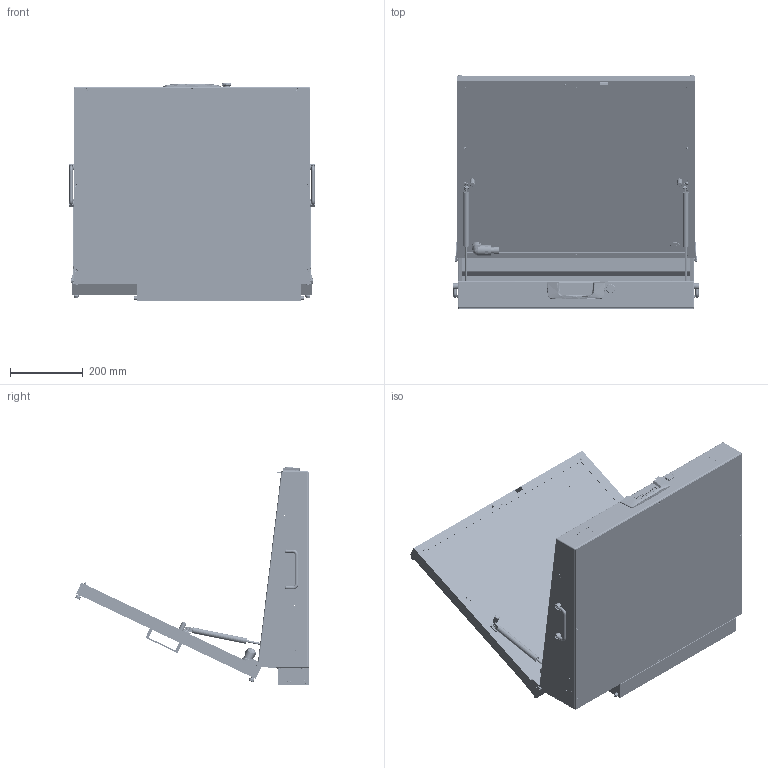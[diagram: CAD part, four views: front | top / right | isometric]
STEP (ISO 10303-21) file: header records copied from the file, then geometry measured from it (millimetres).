
FILE_DESCRIPTION (( 'STEP AP214' ), '1' );
FILE_NAME ('INGUN_114666_open.STEP', '2025-07-29T09:38:49', ( '' ), ( '' ), 'SwSTEP 2.0', 'SolidWorks 2023', '' );
FILE_SCHEMA (( 'AUTOMOTIVE_DESIGN' ));
Length unit declared in the file: millimetre
Products named in the file (71): 115768~1_S; 8078~0_ausgefahren<Standard>; 114196~0; DIN912~n_M04,0x040; 8078_2~0; 112992~2_S; 114196_003~0; 112026~0_Mitte<S>; 113675~0_S; DIN125~n_05,3 M05,0 Fase VA; DIN913~n_M03,0x06 VA; ASR~asr_Øi05,2x03xØa10; DIN985-A2~n_M04,0; 5332~0; 116832~0_S; 113713~0_S; DIN_6799_-_A2~n_d 5; DIN7~n_04,0m6x006; 116284~0_S; DIN934~n_M04,0 A2; INFO_4562~3_Typenschild 1010; 107216_einteilig~2_KUNDE<S>; 113786~5_S; 19420~3; Gewindebuchse~n_M04-05,0 geschlossen; ISO7380~n_M04,0x006; ISO7380~n_M04,0x012; 113697~1; 11657~0; 113787~3_S; 113436~0_S; 107216~2_KUNDE<S>; 112838~2_S; ISO7380~n_M03,0x006; 105791~0; 114196_004~0_S; 114196_002~0; 116283~0_S; 42751~1_S; DIN125~n_04,3 M04,0 VA ...
Assembly tree (151 placements, depth 5):
  INGUN_114666_open
    113786~5_S
      113787~3_S
      32171~1_S
      112024~0_S
      112025~4_S
      DIN125~n_04,3 M04,0 VA
      DIN985-A2~n_M04,0
      DIN912~n_M04,0x016
      112026~0_Mitte<S>
      112992~2_S  x2
      49317~0  x2
      ISO7380~n_M03,0x005
      114196~0  x2
        114196_001~0
        114196_002~0
        114196_003~0
        114196_004~0_S
      114364~0_S
      DIN934~n_M04,0 A2
      116832~0_S
        116542~2_S
        DIN913~n_M03,0x06 VA
        114364~0_S
    113757~6_KUNDE<S>
      115768~1_S
        113758~2_S
        Gewindebuchse~n_M04-07,5 offen  x4
        Gewindebuchse~n_M04-05,0 geschlossen  x7
      113759~2_S
      113760~4_S
      107216~2_KUNDE<S>
        107216_einteilig~2_KUNDE<S>
      105791~0  x4
      ASR~asr_Øi05,2x03xØa10  x12
      112838~2_S  x4
      116128~1_S  x2
      116281~0_S  x2
        116282~0_S
          116283~0_S
          DIN125~n_05,3 M05,0 Fase VA
          116284~0_S
        49317~0
        ISO7380~n_M04,0x006
      DIN7~n_04,0m6x006  x2
      42751~1_S
      1607~1  x2
      ISO7380~n_M04,0x012  x4
      19420~3
      11657~0
      11655~0
      11683~0
      ISO7380~n_M03,0x006  x8
      DIN985-A2~n_M04,0  x2
      DIN_6799_-_A2~n_d 5  x4
      2196~7  x2
      DIN7991~n_M04,0x012  x2
      2229~6  x2
      5332~0  x2
      INFO_4562~3_Typenschild 1010
Bounding box: 674 x 642.52 x 596.63 mm (x, y, z)
Volume: 7798233.1 mm3; surface area: 3477040.5 mm2
Topology: 155 solids, 163 shells, 9441 faces, 22600 edges, 13922 vertices
Faces by surface type: plane 3450, cylinder 2902, bspline 2476, cone 445, torus 150, sphere 18
Entity records: 256839 total; most frequent: CARTESIAN_POINT 130282, ORIENTED_EDGE 28634, DIRECTION 19788, EDGE_CURVE 14317, VERTEX_POINT 8662, AXIS2_PLACEMENT_3D 7316, EDGE_LOOP 6771, ADVANCED_FACE 6066
